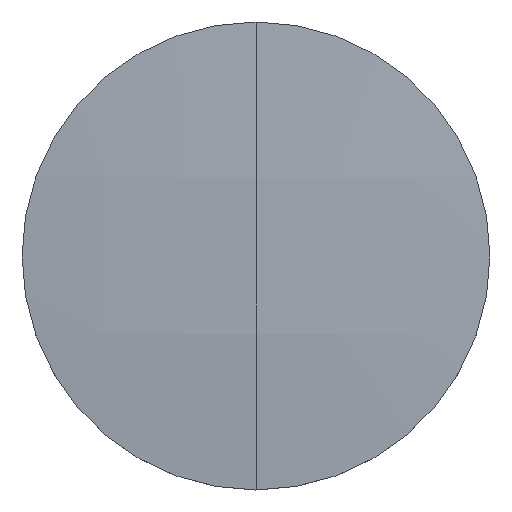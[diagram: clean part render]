
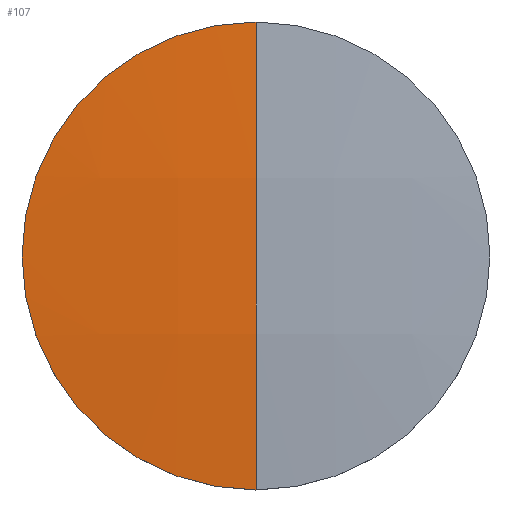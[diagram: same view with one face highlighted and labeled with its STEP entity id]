
A CAD part, top view. The second image highlights one B-rep face of the part: STEP entity #107.
In plain terms, the highlighted free-form (B-spline) face has degree [3, 3] with [4, 4] control points.
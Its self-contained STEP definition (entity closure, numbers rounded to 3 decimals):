
#10 = EDGE_CURVE ( 'NONE', #226, #272, #236, .T. ) ;
#21 = CARTESIAN_POINT ( 'NONE',  ( -6.404, 6.44, 4.262 ) ) ;
#24 = CARTESIAN_POINT ( 'NONE',  ( -19.101, 19.278, 2.444 ) ) ;
#42 = CARTESIAN_POINT ( 'NONE',  ( -6.376, -19.278, 3.216 ) ) ;
#43 = CARTESIAN_POINT ( 'NONE',  ( -19.101, -19.278, 2.444 ) ) ;
#52 = CIRCLE ( 'NONE', #187, 19.05 ) ;
#61 = CARTESIAN_POINT ( 'NONE',  ( 0., 0., 3.234 ) ) ;
#70 = EDGE_CURVE ( 'NONE', #226, #77, #52, .T. ) ;
#77 = VERTEX_POINT ( 'NONE', #142 ) ;
#78 = CARTESIAN_POINT ( 'NONE',  ( -19.185, -6.44, 3.486 ) ) ;
#79 = DIRECTION ( 'NONE',  ( 0., -1., 0. ) ) ;
#83 = ORIENTED_EDGE ( 'NONE', *, *, #103, .F. ) ;
#86 = CARTESIAN_POINT ( 'NONE',  ( 0., 19.05, 3.234 ) ) ;
#96 = DIRECTION ( 'NONE',  ( 0., 0., -1. ) ) ;
#103 = EDGE_CURVE ( 'NONE', #77, #272, #114, .T. ) ;
#107 = ADVANCED_FACE ( 'NONE', ( #117 ), #198, .T. ) ;
#114 = CIRCLE ( 'NONE', #210, 19.05 ) ;
#117 = FACE_OUTER_BOUND ( 'NONE', #164, .T. ) ;
#124 = CARTESIAN_POINT ( 'NONE',  ( -6.376, 19.278, 3.216 ) ) ;
#142 = CARTESIAN_POINT ( 'NONE',  ( -19.05, 0., 3.234 ) ) ;
#143 = CARTESIAN_POINT ( 'NONE',  ( 0., 0., -233.4 ) ) ;
#149 = CARTESIAN_POINT ( 'NONE',  ( 0., 6.44, 4.262 ) ) ;
#151 = CARTESIAN_POINT ( 'NONE',  ( -12.746, 19.278, 2.958 ) ) ;
#164 = EDGE_LOOP ( 'NONE', ( #213, #215, #83 ) ) ;
#170 = DIRECTION ( 'NONE',  ( -1., 0., 0. ) ) ;
#171 = CARTESIAN_POINT ( 'NONE',  ( 0., 0., 3.234 ) ) ;
#172 = CARTESIAN_POINT ( 'NONE',  ( 0., -19.278, 3.216 ) ) ;
#174 = CARTESIAN_POINT ( 'NONE',  ( -12.802, 6.44, 4.003 ) ) ;
#187 = AXIS2_PLACEMENT_3D ( 'NONE', #171, #222, #192 ) ;
#189 = AXIS2_PLACEMENT_3D ( 'NONE', #143, #170, #79 ) ;
#192 = DIRECTION ( 'NONE',  ( 1., 0., 0. ) ) ;
#196 = CARTESIAN_POINT ( 'NONE',  ( 0., -6.44, 4.262 ) ) ;
#198 =( BOUNDED_SURFACE ( )  B_SPLINE_SURFACE ( 3, 3, ( 
 ( #172, #42, #245, #43 ),
 ( #196, #223, #288, #78 ),
 ( #149, #21, #174, #251 ),
 ( #273, #124, #151, #24 ) ),
 .UNSPECIFIED., .F., .F., .F. ) 
 B_SPLINE_SURFACE_WITH_KNOTS ( ( 4, 4 ),
 ( 4, 4 ),
 ( 0., 1. ),
 ( 0., 1. ),
 .UNSPECIFIED. ) 
 GEOMETRIC_REPRESENTATION_ITEM ( )  RATIONAL_B_SPLINE_SURFACE ( (
 ( 1., 0.999, 0.999, 1.),
 ( 0.998, 0.997, 0.997, 0.998),
 ( 0.998, 0.997, 0.997, 0.998),
 ( 1., 0.999, 0.999, 1.) ) ) 
 REPRESENTATION_ITEM ( '' )  SURFACE ( )  );
#210 = AXIS2_PLACEMENT_3D ( 'NONE', #61, #96, #244 ) ;
#213 = ORIENTED_EDGE ( 'NONE', *, *, #70, .F. ) ;
#215 = ORIENTED_EDGE ( 'NONE', *, *, #10, .T. ) ;
#222 = DIRECTION ( 'NONE',  ( 0., 0., -1. ) ) ;
#223 = CARTESIAN_POINT ( 'NONE',  ( -6.404, -6.44, 4.262 ) ) ;
#226 = VERTEX_POINT ( 'NONE', #277 ) ;
#236 = CIRCLE ( 'NONE', #189, 237.4 ) ;
#244 = DIRECTION ( 'NONE',  ( 1., 0., 0. ) ) ;
#245 = CARTESIAN_POINT ( 'NONE',  ( -12.746, -19.278, 2.958 ) ) ;
#251 = CARTESIAN_POINT ( 'NONE',  ( -19.185, 6.44, 3.486 ) ) ;
#272 = VERTEX_POINT ( 'NONE', #86 ) ;
#273 = CARTESIAN_POINT ( 'NONE',  ( 0., 19.278, 3.216 ) ) ;
#277 = CARTESIAN_POINT ( 'NONE',  ( 0., -19.05, 3.234 ) ) ;
#288 = CARTESIAN_POINT ( 'NONE',  ( -12.802, -6.44, 4.003 ) ) ;
